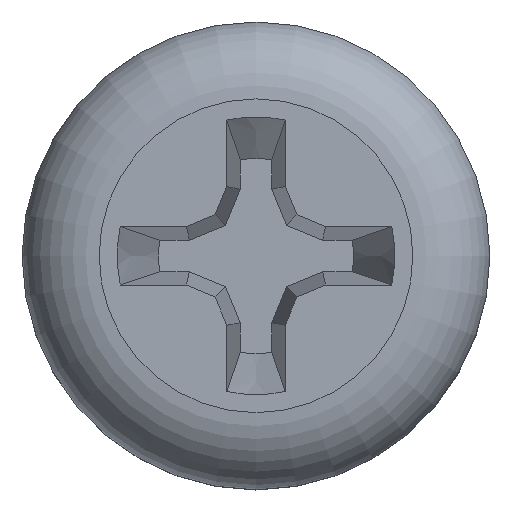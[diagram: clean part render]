
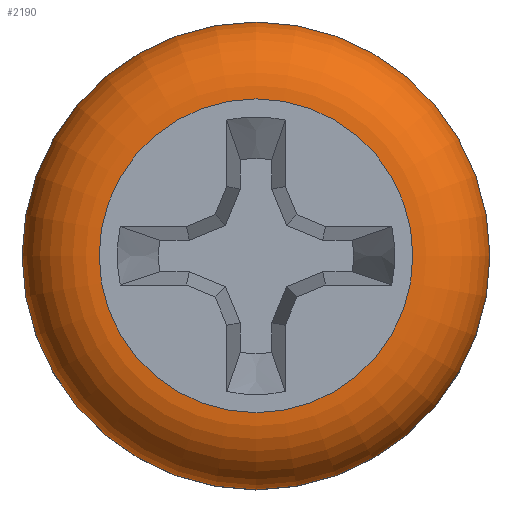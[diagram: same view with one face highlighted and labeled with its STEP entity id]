
A CAD part, top view. The second image highlights one B-rep face of the part: STEP entity #2190.
In plain terms, the highlighted toroidal (fillet/blend) face has major radius 2.683 mm and minor radius 1.317 mm.
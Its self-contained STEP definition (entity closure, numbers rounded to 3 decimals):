
#39=TOROIDAL_SURFACE('',#2334,2.683,1.318);
#142=FACE_OUTER_BOUND('',#258,.T.);
#258=EDGE_LOOP('',(#1691,#1692,#1693,#1694,#1695,#1696,#1697));
#295=CIRCLE('',#2335,4.);
#296=CIRCLE('',#2336,4.);
#297=CIRCLE('',#2337,1.318);
#298=CIRCLE('',#2338,2.683);
#299=CIRCLE('',#2339,2.683);
#300=CIRCLE('',#2340,4.);
#941=VERTEX_POINT('',#19414);
#942=VERTEX_POINT('',#19415);
#943=VERTEX_POINT('',#19417);
#944=VERTEX_POINT('',#19419);
#945=VERTEX_POINT('',#19421);
#1260=EDGE_CURVE('',#941,#942,#295,.T.);
#1261=EDGE_CURVE('',#943,#941,#296,.T.);
#1262=EDGE_CURVE('',#943,#944,#297,.T.);
#1263=EDGE_CURVE('',#944,#945,#298,.T.);
#1264=EDGE_CURVE('',#945,#944,#299,.T.);
#1265=EDGE_CURVE('',#942,#943,#300,.T.);
#1691=ORIENTED_EDGE('',*,*,#1260,.F.);
#1692=ORIENTED_EDGE('',*,*,#1261,.F.);
#1693=ORIENTED_EDGE('',*,*,#1262,.T.);
#1694=ORIENTED_EDGE('',*,*,#1263,.T.);
#1695=ORIENTED_EDGE('',*,*,#1264,.T.);
#1696=ORIENTED_EDGE('',*,*,#1262,.F.);
#1697=ORIENTED_EDGE('',*,*,#1265,.F.);
#2190=ADVANCED_FACE('',(#142),#39,.T.);
#2334=AXIS2_PLACEMENT_3D('',#19413,#2655,#2656);
#2335=AXIS2_PLACEMENT_3D('',#19416,#2657,#2658);
#2336=AXIS2_PLACEMENT_3D('',#19418,#2659,#2660);
#2337=AXIS2_PLACEMENT_3D('',#19420,#2661,#2662);
#2338=AXIS2_PLACEMENT_3D('',#19422,#2663,#2664);
#2339=AXIS2_PLACEMENT_3D('',#19423,#2665,#2666);
#2340=AXIS2_PLACEMENT_3D('',#19424,#2667,#2668);
#2655=DIRECTION('center_axis',(0.,0.,-1.));
#2656=DIRECTION('ref_axis',(0.,1.,0.));
#2657=DIRECTION('center_axis',(0.,0.,-1.));
#2658=DIRECTION('ref_axis',(0.,1.,0.));
#2659=DIRECTION('center_axis',(0.,0.,-1.));
#2660=DIRECTION('ref_axis',(0.,1.,0.));
#2661=DIRECTION('center_axis',(-1.,0.,0.));
#2662=DIRECTION('ref_axis',(0.,-1.,0.));
#2663=DIRECTION('center_axis',(0.,0.,-1.));
#2664=DIRECTION('ref_axis',(0.,1.,0.));
#2665=DIRECTION('center_axis',(0.,0.,-1.));
#2666=DIRECTION('ref_axis',(0.,1.,0.));
#2667=DIRECTION('center_axis',(0.,0.,-1.));
#2668=DIRECTION('ref_axis',(0.,1.,0.));
#19413=CARTESIAN_POINT('Origin',(0.,0.,1.783));
#19414=CARTESIAN_POINT('',(-4.,0.,1.783));
#19415=CARTESIAN_POINT('',(4.,0.,1.783));
#19416=CARTESIAN_POINT('Origin',(0.,0.,1.783));
#19417=CARTESIAN_POINT('',(0.,-4.,1.783));
#19418=CARTESIAN_POINT('Origin',(0.,0.,1.783));
#19419=CARTESIAN_POINT('',(0.,-2.683,3.1));
#19420=CARTESIAN_POINT('Origin',(0.,-2.683,1.783));
#19421=CARTESIAN_POINT('',(0.,2.683,3.1));
#19422=CARTESIAN_POINT('Origin',(0.,0.,3.1));
#19423=CARTESIAN_POINT('Origin',(0.,0.,3.1));
#19424=CARTESIAN_POINT('Origin',(0.,0.,1.783));
